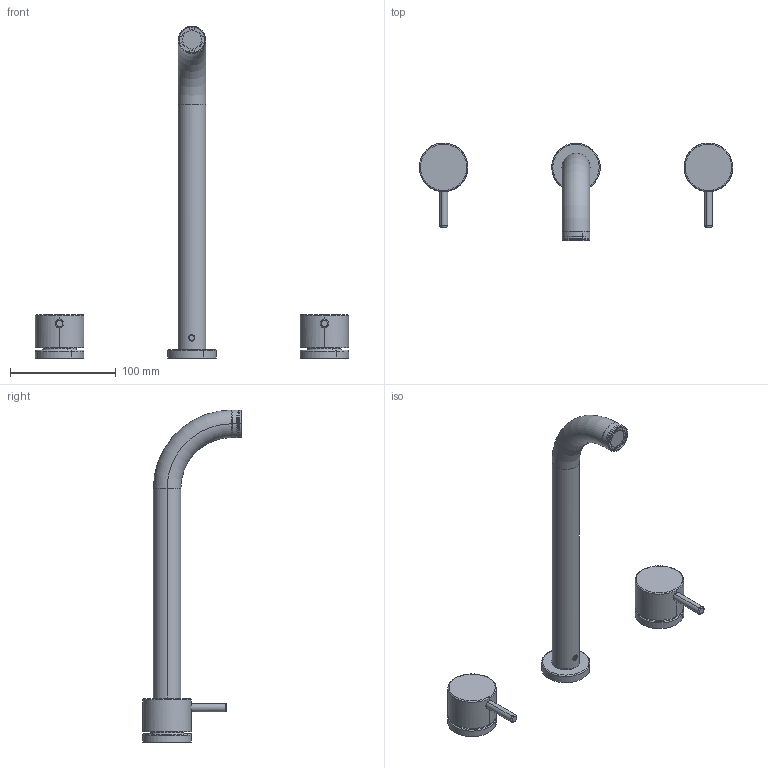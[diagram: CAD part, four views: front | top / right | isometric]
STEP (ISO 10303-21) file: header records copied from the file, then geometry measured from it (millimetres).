
FILE_DESCRIPTION(('CATIA V5 STEP Exchange','CAx-IF Rec.Pracs.--- Model Styling and Organization---1.5--- 2016-08-15','CAx-IF Rec.Pracs.---Supplemental Geometry---1.0---2011-11-01','CAx-IF Rec.Pracs.--- Composite Materials ---3.4---2017-06-13','CAx-IF Rec.Pracs.---Tessellated 3D Geometry---1.0---2015-12-17'),'2;1');
FILE_NAME('LN013512.stp','2023-01-30T13:42:19+00:00',('none'),('none'),'CATIA Version 5-6 Release 2020 SP2','CATIA V5 STEP AP242 v2','none');
FILE_SCHEMA(('AP242_MANAGED_MODEL_BASED_3D_ENGINEERING_MIM_LF {1 0 10303 442 1 1 4}'));
Length unit declared in the file: millimetre
Products named in the file (4): Product1; LN013510; P9A474; P46660
Assembly tree (3 placements, depth 2):
  Product1
    LN013510
    P9A474
    P46660
Bounding box: 295.99 x 92.99 x 313.5 mm (x, y, z)
Volume: 169492.5 mm3; surface area: 94358.6 mm2
Topology: 10 solids, 10 shells, 202 faces, 464 edges, 300 vertices
Faces by surface type: cylinder 88, plane 58, torus 34, cone 20, bspline 2
Entity records: 5863 total; most frequent: CARTESIAN_POINT 1346, ORIENTED_EDGE 928, DIRECTION 723, EDGE_CURVE 464, AXIS2_PLACEMENT_3D 426, VERTEX_POINT 300, CIRCLE 281, EDGE_LOOP 232
